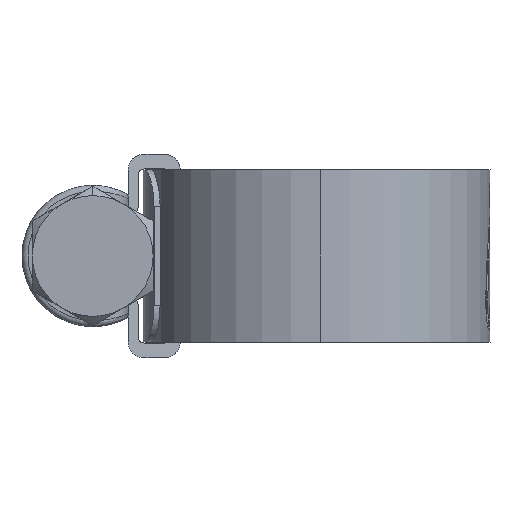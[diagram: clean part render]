
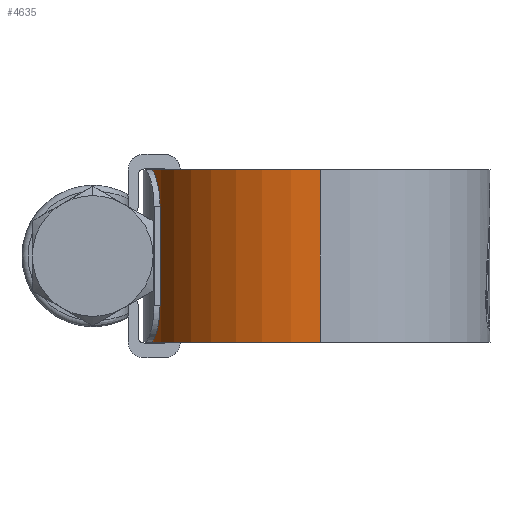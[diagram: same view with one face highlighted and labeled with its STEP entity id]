
A CAD part, left-side view. The second image highlights one B-rep face of the part: STEP entity #4635.
In plain terms, the highlighted cylindrical face has radius 14.03 mm (diameter 28.06 mm), a partial arc.
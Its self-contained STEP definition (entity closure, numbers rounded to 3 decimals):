
#257 = DIRECTION ( 'NONE',  ( 0., 0., -1. ) ) ;
#301 = CARTESIAN_POINT ( 'NONE',  ( 0., 14.03, -7.135 ) ) ;
#1273 = EDGE_CURVE ( 'NONE', #2010, #11933, #10500, .T. ) ;
#2010 = VERTEX_POINT ( 'NONE', #3828 ) ;
#2296 = DIRECTION ( 'NONE',  ( 0., 0., 1. ) ) ;
#3305 = CIRCLE ( 'NONE', #10656, 14.03 ) ;
#3438 = DIRECTION ( 'NONE',  ( 0., 0., 1. ) ) ;
#3508 = CARTESIAN_POINT ( 'NONE',  ( 0., 0., 7.135 ) ) ;
#3653 = DIRECTION ( 'NONE',  ( 1., 0., 0. ) ) ;
#3828 = CARTESIAN_POINT ( 'NONE',  ( -14.03, 0., 7.135 ) ) ;
#4130 = ORIENTED_EDGE ( 'NONE', *, *, #8437, .T. ) ;
#4241 = FACE_OUTER_BOUND ( 'NONE', #13983, .T. ) ;
#4635 = ADVANCED_FACE ( 'NONE', ( #4241 ), #6368, .T. ) ;
#5336 = CARTESIAN_POINT ( 'NONE',  ( 0., 0., 7.135 ) ) ;
#5460 = LINE ( 'NONE', #7983, #13132 ) ;
#5603 = AXIS2_PLACEMENT_3D ( 'NONE', #5336, #7359, #10714 ) ;
#5814 = EDGE_CURVE ( 'NONE', #8567, #9121, #5460, .T. ) ;
#6368 = CYLINDRICAL_SURFACE ( 'NONE', #5603, 14.03 ) ;
#6958 = ORIENTED_EDGE ( 'NONE', *, *, #5814, .T. ) ;
#7086 = DIRECTION ( 'NONE',  ( 0., 0., -1. ) ) ;
#7287 = CARTESIAN_POINT ( 'NONE',  ( -14.03, 0., 7.135 ) ) ;
#7359 = DIRECTION ( 'NONE',  ( 0., 0., -1. ) ) ;
#7983 = CARTESIAN_POINT ( 'NONE',  ( 0., 14.03, 7.135 ) ) ;
#8437 = EDGE_CURVE ( 'NONE', #9121, #11933, #3305, .T. ) ;
#8567 = VERTEX_POINT ( 'NONE', #12998 ) ;
#8588 = ORIENTED_EDGE ( 'NONE', *, *, #10105, .F. ) ;
#9121 = VERTEX_POINT ( 'NONE', #301 ) ;
#9193 = CARTESIAN_POINT ( 'NONE',  ( -14.03, 0., -7.135 ) ) ;
#9745 = CARTESIAN_POINT ( 'NONE',  ( 0., 0., -7.135 ) ) ;
#10105 = EDGE_CURVE ( 'NONE', #8567, #2010, #12728, .T. ) ;
#10500 = LINE ( 'NONE', #7287, #13566 ) ;
#10656 = AXIS2_PLACEMENT_3D ( 'NONE', #9745, #2296, #12177 ) ;
#10714 = DIRECTION ( 'NONE',  ( -1., 0., 0. ) ) ;
#10805 = ORIENTED_EDGE ( 'NONE', *, *, #1273, .F. ) ;
#11136 = AXIS2_PLACEMENT_3D ( 'NONE', #3508, #3438, #3653 ) ;
#11933 = VERTEX_POINT ( 'NONE', #9193 ) ;
#12177 = DIRECTION ( 'NONE',  ( 1., 0., 0. ) ) ;
#12728 = CIRCLE ( 'NONE', #11136, 14.03 ) ;
#12998 = CARTESIAN_POINT ( 'NONE',  ( 0., 14.03, 7.135 ) ) ;
#13132 = VECTOR ( 'NONE', #257, 1000. ) ;
#13566 = VECTOR ( 'NONE', #7086, 1000. ) ;
#13983 = EDGE_LOOP ( 'NONE', ( #10805, #8588, #6958, #4130 ) ) ;
